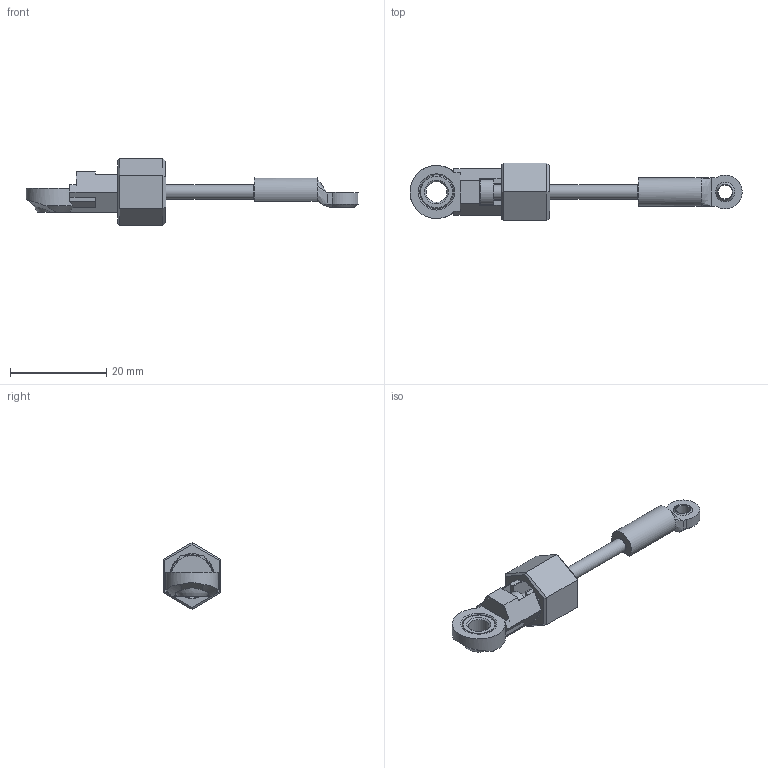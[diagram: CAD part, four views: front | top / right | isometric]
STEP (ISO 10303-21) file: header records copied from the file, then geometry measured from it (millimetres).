
FILE_DESCRIPTION(/* description */ (''),/* implementation_level */ '2;1');
FILE_NAME(/* name */ 'testingthingierod v4.step',/* time_stamp */ '2025-08-04T17:01:30+08:00',/* author */ (''),/* organization */ (''),/* preprocessor_version */ 'ST-DEVELOPER v20.1',/* originating_system */ 'Autodesk Translation Framework v14.10.0.0',/* authorisation */ '');
FILE_SCHEMA (('AUTOMOTIVE_DESIGN { 1 0 10303 214 3 1 1 }'));
Length unit declared in the file: millimetre
Products named in the file (5): testingthingierod; ISO 4762 - M3 x 30 Stainless Steel A2 Plain; eyelet main; screw holda; eyelet second
Assembly tree (4 placements, depth 2):
  testingthingierod
    ISO 4762 - M3 x 30 Stainless Steel A2 Plain
    eyelet main
    screw holda
    eyelet second
Bounding box: 68.83 x 12 x 13.86 mm (x, y, z)
Volume: 2359.8 mm3; surface area: 3318 mm2
Topology: 6 solids, 6 shells, 325 faces, 817 edges, 506 vertices
Faces by surface type: plane 118, bspline 88, cylinder 78, sphere 28, cone 9, torus 4
Full cylindrical faces by diameter (mm): 2.7 x1, 2.9 x1, 2.927 x1, 3.55 x1, 4.3 x1, 5.5 x1, 7.846 x5, 9.266 x6
Entity records: 16511 total; most frequent: CARTESIAN_POINT 9384, ORIENTED_EDGE 1634, DIRECTION 1153, EDGE_CURVE 817, VERTEX_POINT 506, AXIS2_PLACEMENT_3D 421, EDGE_LOOP 337, B_SPLINE_CURVE_WITH_KNOTS 329
